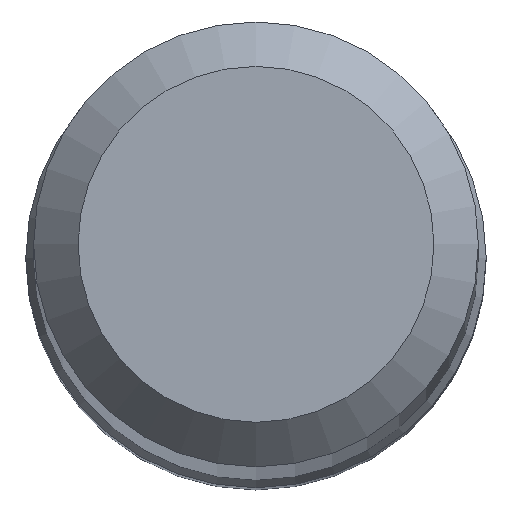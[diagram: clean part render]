
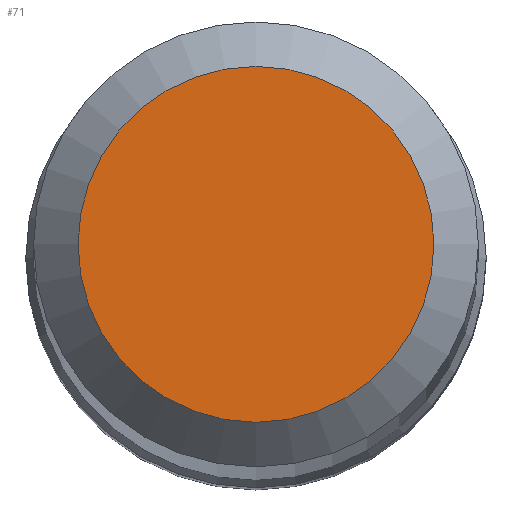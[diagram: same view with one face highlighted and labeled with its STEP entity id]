
A CAD part, top view. The second image highlights one B-rep face of the part: STEP entity #71.
In plain terms, the highlighted planar face has unit normal (0, 0, 1).
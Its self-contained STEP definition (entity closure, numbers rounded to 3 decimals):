
#71 = ADVANCED_FACE ( 'NONE', ( #142 ), #157, .F. ) ;
#78 = ORIENTED_EDGE ( 'NONE', *, *, #208, .F. ) ;
#103 = DIRECTION ( 'NONE',  ( 0., 1., 0. ) ) ;
#111 = AXIS2_PLACEMENT_3D ( 'NONE', #125, #126, #182 ) ;
#122 = CARTESIAN_POINT ( 'NONE',  ( 0., 0., 80. ) ) ;
#125 = CARTESIAN_POINT ( 'NONE',  ( 0., 0., 80. ) ) ;
#126 = DIRECTION ( 'NONE',  ( 0., 0., -1. ) ) ;
#131 = AXIS2_PLACEMENT_3D ( 'NONE', #122, #226, #103 ) ;
#142 = FACE_OUTER_BOUND ( 'NONE', #230, .T. ) ;
#147 = CARTESIAN_POINT ( 'NONE',  ( 0., 1.6, 80. ) ) ;
#157 = PLANE ( 'NONE',  #131 ) ;
#182 = DIRECTION ( 'NONE',  ( 0., 1., 0. ) ) ;
#208 = EDGE_CURVE ( 'NONE', #212, #212, #217, .T. ) ;
#212 = VERTEX_POINT ( 'NONE', #147 ) ;
#217 = CIRCLE ( 'NONE', #111, 1.6 ) ;
#226 = DIRECTION ( 'NONE',  ( 0., 0., -1. ) ) ;
#230 = EDGE_LOOP ( 'NONE', ( #78 ) ) ;
